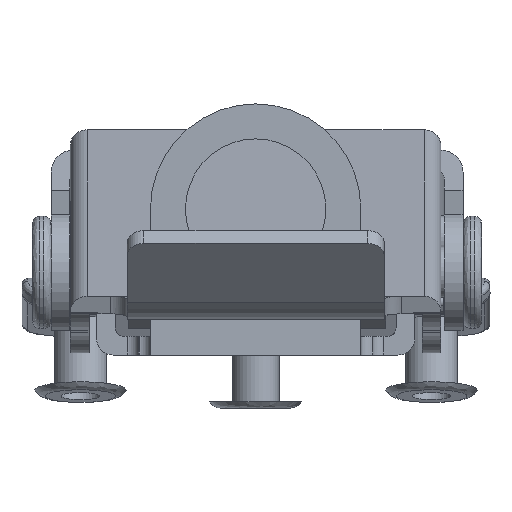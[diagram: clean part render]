
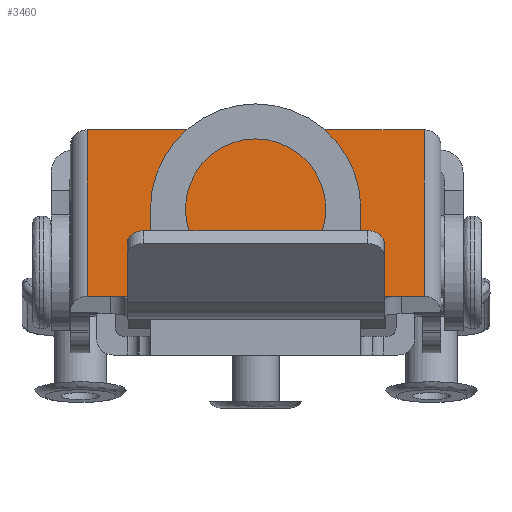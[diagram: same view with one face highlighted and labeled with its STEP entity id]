
A CAD part, front view. The second image highlights one B-rep face of the part: STEP entity #3460.
In plain terms, the highlighted planar face has unit normal (0, -0.363, 0.932).
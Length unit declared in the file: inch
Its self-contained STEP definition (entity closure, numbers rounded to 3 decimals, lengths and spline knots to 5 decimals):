
#87 = ORIENTED_EDGE ( 'NONE', *, *, #3784, .F. ) ;
#270 = CARTESIAN_POINT ( 'NONE',  ( 0.3125, -0.85877, 0.37936 ) ) ;
#356 = EDGE_CURVE ( 'NONE', #2475, #1887, #979, .T. ) ;
#360 = VECTOR ( 'NONE', #5628, 39.37008 ) ;
#441 = VERTEX_POINT ( 'NONE', #1806 ) ;
#464 = ORIENTED_EDGE ( 'NONE', *, *, #3479, .F. ) ;
#676 = AXIS2_PLACEMENT_3D ( 'NONE', #2863, #3845, #4993 ) ;
#686 = LINE ( 'NONE', #7141, #1825 ) ;
#764 = EDGE_CURVE ( 'NONE', #4567, #2475, #3909, .T. ) ;
#847 = VERTEX_POINT ( 'NONE', #1648 ) ;
#880 = CARTESIAN_POINT ( 'NONE',  ( -0.3125, -1.08473, 0.29135 ) ) ;
#894 = CARTESIAN_POINT ( 'NONE',  ( -0.45, -0.85877, 0.37936 ) ) ;
#896 = VECTOR ( 'NONE', #4798, 39.37008 ) ;
#930 = CARTESIAN_POINT ( 'NONE',  ( -0.45, -1.42951, 0.15708 ) ) ;
#979 = LINE ( 'NONE', #3447, #6436 ) ;
#1034 = CARTESIAN_POINT ( 'NONE',  ( 0.3125, -1.23103, 0.23438 ) ) ;
#1040 = DIRECTION ( 'NONE',  ( 1., 0., 0. ) ) ;
#1045 = VERTEX_POINT ( 'NONE', #3942 ) ;
#1079 = DIRECTION ( 'NONE',  ( 0., -0.363, 0.932 ) ) ;
#1196 = ORIENTED_EDGE ( 'NONE', *, *, #4527, .F. ) ;
#1320 = EDGE_CURVE ( 'NONE', #1045, #6937, #686, .T. ) ;
#1385 = CARTESIAN_POINT ( 'NONE',  ( 0.2975, -1.24501, 0.22893 ) ) ;
#1578 = VECTOR ( 'NONE', #4402, 39.37008 ) ;
#1602 = ORIENTED_EDGE ( 'NONE', *, *, #2791, .F. ) ;
#1648 = CARTESIAN_POINT ( 'NONE',  ( -0.45, -0.28802, 0.60164 ) ) ;
#1655 = EDGE_CURVE ( 'NONE', #4185, #1045, #2039, .T. ) ;
#1699 = ORIENTED_EDGE ( 'NONE', *, *, #764, .F. ) ;
#1806 = CARTESIAN_POINT ( 'NONE',  ( 0.45, -0.28802, 0.60164 ) ) ;
#1825 = VECTOR ( 'NONE', #5376, 39.37008 ) ;
#1871 = AXIS2_PLACEMENT_3D ( 'NONE', #5587, #5533, #6118 ) ;
#1887 = VERTEX_POINT ( 'NONE', #2674 ) ;
#2039 = CIRCLE ( 'NONE', #6032, 0.015 ) ;
#2063 = VERTEX_POINT ( 'NONE', #1034 ) ;
#2068 = CARTESIAN_POINT ( 'NONE',  ( 0.45, -1.42951, 0.15708 ) ) ;
#2107 = VECTOR ( 'NONE', #2762, 39.37008 ) ;
#2212 = CARTESIAN_POINT ( 'NONE',  ( -0.495, -1.42951, 0.15708 ) ) ;
#2254 = VECTOR ( 'NONE', #6416, 39.37008 ) ;
#2351 = CARTESIAN_POINT ( 'NONE',  ( 0.2975, -1.08473, 0.29135 ) ) ;
#2353 = LINE ( 'NONE', #5974, #7109 ) ;
#2475 = VERTEX_POINT ( 'NONE', #4174 ) ;
#2488 = EDGE_LOOP ( 'NONE', ( #6418, #464, #4477, #87, #4867, #6896, #3935, #3135 ) ) ;
#2512 = VECTOR ( 'NONE', #4734, 39.37008 ) ;
#2527 = CARTESIAN_POINT ( 'NONE',  ( -0.3125, -0.85877, 0.37936 ) ) ;
#2581 = ORIENTED_EDGE ( 'NONE', *, *, #4469, .F. ) ;
#2647 = VERTEX_POINT ( 'NONE', #3250 ) ;
#2674 = CARTESIAN_POINT ( 'NONE',  ( -0.3885, -1.42951, 0.15708 ) ) ;
#2762 = DIRECTION ( 'NONE',  ( -1., 0., 0. ) ) ;
#2791 = EDGE_CURVE ( 'NONE', #1887, #5757, #5207, .T. ) ;
#2863 = CARTESIAN_POINT ( 'NONE',  ( 0., -0.85877, 0.37936 ) ) ;
#3135 = ORIENTED_EDGE ( 'NONE', *, *, #3772, .F. ) ;
#3155 = AXIS2_PLACEMENT_3D ( 'NONE', #6092, #1079, #4320 ) ;
#3177 = EDGE_CURVE ( 'NONE', #441, #4567, #6498, .T. ) ;
#3250 = CARTESIAN_POINT ( 'NONE',  ( -0.3125, -1.23103, 0.23438 ) ) ;
#3361 = PLANE ( 'NONE',  #676 ) ;
#3433 = DIRECTION ( 'NONE',  ( 1., 0., 0. ) ) ;
#3447 = CARTESIAN_POINT ( 'NONE',  ( 0., -1.42951, 0.15708 ) ) ;
#3460 = ADVANCED_FACE ( 'NONE', ( #6331, #4751 ), #3361, .F. ) ;
#3479 = EDGE_CURVE ( 'NONE', #5930, #4466, #4154, .T. ) ;
#3532 = CARTESIAN_POINT ( 'NONE',  ( -0.2975, -1.24501, 0.22893 ) ) ;
#3636 = LINE ( 'NONE', #270, #2512 ) ;
#3772 = EDGE_CURVE ( 'NONE', #2063, #4185, #3636, .T. ) ;
#3784 = EDGE_CURVE ( 'NONE', #6615, #2647, #3967, .T. ) ;
#3819 = VECTOR ( 'NONE', #7075, 39.37008 ) ;
#3845 = DIRECTION ( 'NONE',  ( 0., 0.363, -0.932 ) ) ;
#3909 = LINE ( 'NONE', #6456, #896 ) ;
#3935 = ORIENTED_EDGE ( 'NONE', *, *, #1655, .F. ) ;
#3942 = CARTESIAN_POINT ( 'NONE',  ( 0.2975, -1.07076, 0.2968 ) ) ;
#3967 = LINE ( 'NONE', #2527, #2254 ) ;
#4107 = CARTESIAN_POINT ( 'NONE',  ( -0.2975, -1.07076, 0.2968 ) ) ;
#4115 = ORIENTED_EDGE ( 'NONE', *, *, #3177, .F. ) ;
#4154 = LINE ( 'NONE', #6128, #1578 ) ;
#4174 = CARTESIAN_POINT ( 'NONE',  ( 0.3885, -1.42951, 0.15708 ) ) ;
#4185 = VERTEX_POINT ( 'NONE', #6723 ) ;
#4320 = DIRECTION ( 'NONE',  ( 1., 0., 0. ) ) ;
#4389 = ORIENTED_EDGE ( 'NONE', *, *, #356, .F. ) ;
#4402 = DIRECTION ( 'NONE',  ( 1., 0., 0. ) ) ;
#4466 = VERTEX_POINT ( 'NONE', #1385 ) ;
#4469 = EDGE_CURVE ( 'NONE', #5757, #847, #6858, .T. ) ;
#4477 = ORIENTED_EDGE ( 'NONE', *, *, #6206, .F. ) ;
#4527 = EDGE_CURVE ( 'NONE', #847, #441, #2353, .T. ) ;
#4534 = CARTESIAN_POINT ( 'NONE',  ( 0.45, -0.85877, 0.37936 ) ) ;
#4547 = AXIS2_PLACEMENT_3D ( 'NONE', #5468, #7114, #1040 ) ;
#4567 = VERTEX_POINT ( 'NONE', #2068 ) ;
#4734 = DIRECTION ( 'NONE',  ( 0., 0.932, 0.363 ) ) ;
#4751 = FACE_OUTER_BOUND ( 'NONE', #7045, .T. ) ;
#4798 = DIRECTION ( 'NONE',  ( -1., 0., 0. ) ) ;
#4819 = CIRCLE ( 'NONE', #3155, 0.015 ) ;
#4867 = ORIENTED_EDGE ( 'NONE', *, *, #6801, .F. ) ;
#4888 = EDGE_CURVE ( 'NONE', #4466, #2063, #6670, .T. ) ;
#4993 = DIRECTION ( 'NONE',  ( -1., 0., 0. ) ) ;
#5090 = DIRECTION ( 'NONE',  ( -1., 0., 0. ) ) ;
#5207 = LINE ( 'NONE', #2212, #2107 ) ;
#5376 = DIRECTION ( 'NONE',  ( -1., 0., 0. ) ) ;
#5468 = CARTESIAN_POINT ( 'NONE',  ( -0.2975, -1.23103, 0.23438 ) ) ;
#5533 = DIRECTION ( 'NONE',  ( 0., -0.363, 0.932 ) ) ;
#5587 = CARTESIAN_POINT ( 'NONE',  ( 0.2975, -1.23103, 0.23438 ) ) ;
#5628 = DIRECTION ( 'NONE',  ( 0., -0.932, -0.363 ) ) ;
#5757 = VERTEX_POINT ( 'NONE', #930 ) ;
#5801 = CIRCLE ( 'NONE', #4547, 0.015 ) ;
#5930 = VERTEX_POINT ( 'NONE', #3532 ) ;
#5974 = CARTESIAN_POINT ( 'NONE',  ( 0., -0.28802, 0.60164 ) ) ;
#6032 = AXIS2_PLACEMENT_3D ( 'NONE', #2351, #6251, #3433 ) ;
#6092 = CARTESIAN_POINT ( 'NONE',  ( -0.2975, -1.08473, 0.29135 ) ) ;
#6118 = DIRECTION ( 'NONE',  ( 1., 0., 0. ) ) ;
#6128 = CARTESIAN_POINT ( 'NONE',  ( 0., -1.24501, 0.22893 ) ) ;
#6206 = EDGE_CURVE ( 'NONE', #2647, #5930, #5801, .T. ) ;
#6251 = DIRECTION ( 'NONE',  ( 0., -0.363, 0.932 ) ) ;
#6331 = FACE_BOUND ( 'NONE', #2488, .T. ) ;
#6416 = DIRECTION ( 'NONE',  ( 0., -0.932, -0.363 ) ) ;
#6418 = ORIENTED_EDGE ( 'NONE', *, *, #4888, .F. ) ;
#6436 = VECTOR ( 'NONE', #5090, 39.37008 ) ;
#6456 = CARTESIAN_POINT ( 'NONE',  ( -0.495, -1.42951, 0.15708 ) ) ;
#6498 = LINE ( 'NONE', #4534, #360 ) ;
#6615 = VERTEX_POINT ( 'NONE', #880 ) ;
#6670 = CIRCLE ( 'NONE', #1871, 0.015 ) ;
#6723 = CARTESIAN_POINT ( 'NONE',  ( 0.3125, -1.08473, 0.29135 ) ) ;
#6801 = EDGE_CURVE ( 'NONE', #6937, #6615, #4819, .T. ) ;
#6858 = LINE ( 'NONE', #894, #3819 ) ;
#6896 = ORIENTED_EDGE ( 'NONE', *, *, #1320, .F. ) ;
#6937 = VERTEX_POINT ( 'NONE', #4107 ) ;
#7005 = DIRECTION ( 'NONE',  ( 1., 0., 0. ) ) ;
#7045 = EDGE_LOOP ( 'NONE', ( #1602, #4389, #1699, #4115, #1196, #2581 ) ) ;
#7075 = DIRECTION ( 'NONE',  ( 0., 0.932, 0.363 ) ) ;
#7109 = VECTOR ( 'NONE', #7005, 39.37008 ) ;
#7114 = DIRECTION ( 'NONE',  ( 0., -0.363, 0.932 ) ) ;
#7141 = CARTESIAN_POINT ( 'NONE',  ( 0., -1.07076, 0.2968 ) ) ;
